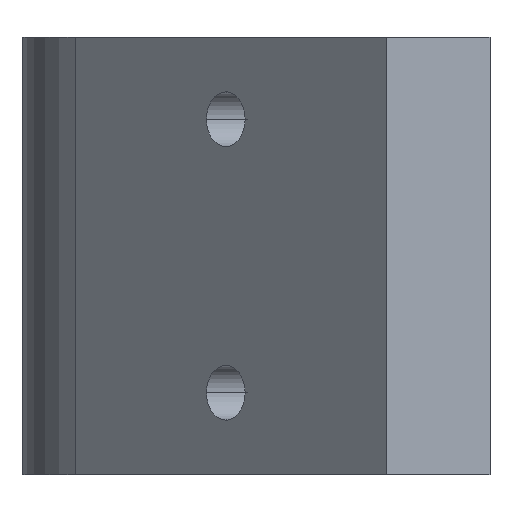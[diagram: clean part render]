
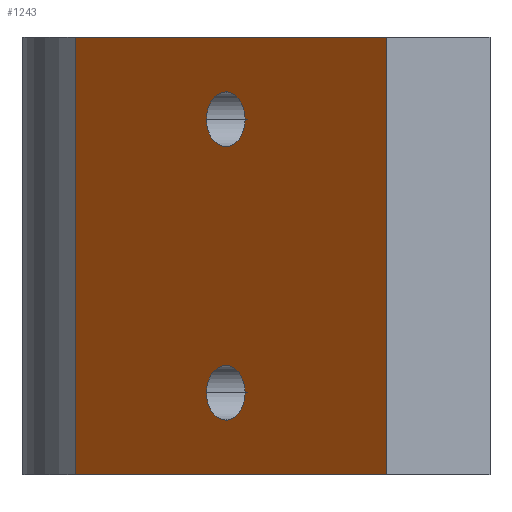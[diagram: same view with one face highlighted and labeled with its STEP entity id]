
A CAD part, left-side view. The second image highlights one B-rep face of the part: STEP entity #1243.
In plain terms, the highlighted planar face has unit normal (-0.707, 0.707, 0).
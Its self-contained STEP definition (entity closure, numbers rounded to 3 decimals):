
#14 = VECTOR ( 'NONE', #1410, 1000. ) ;
#117 = EDGE_CURVE ( 'NONE', #906, #1348, #427, .T. ) ;
#128 = EDGE_CURVE ( 'NONE', #329, #776, #1184, .T. ) ;
#143 = FACE_OUTER_BOUND ( 'NONE', #166, .T. ) ;
#159 = AXIS2_PLACEMENT_3D ( 'NONE', #1513, #873, #738 ) ;
#166 = EDGE_LOOP ( 'NONE', ( #538, #542, #221, #760 ) ) ;
#197 = ORIENTED_EDGE ( 'NONE', *, *, #1657, .F. ) ;
#208 = AXIS2_PLACEMENT_3D ( 'NONE', #460, #1234, #1502 ) ;
#209 = VECTOR ( 'NONE', #733, 1000. ) ;
#216 = LINE ( 'NONE', #585, #209 ) ;
#221 = ORIENTED_EDGE ( 'NONE', *, *, #439, .F. ) ;
#228 = DIRECTION ( 'NONE',  ( -0.707, 0.707, 0. ) ) ;
#236 = CARTESIAN_POINT ( 'NONE',  ( -5.657, 5.657, 24. ) ) ;
#305 = EDGE_CURVE ( 'NONE', #776, #329, #1049, .T. ) ;
#329 = VERTEX_POINT ( 'NONE', #1159 ) ;
#340 = VECTOR ( 'NONE', #1390, 1000. ) ;
#350 = CARTESIAN_POINT ( 'NONE',  ( -13.435, -2.121, 4.5 ) ) ;
#356 = EDGE_CURVE ( 'NONE', #1348, #1164, #487, .T. ) ;
#357 = CARTESIAN_POINT ( 'NONE',  ( -6.243, 5.071, 24. ) ) ;
#360 = PLANE ( 'NONE',  #1193 ) ;
#402 = CARTESIAN_POINT ( 'NONE',  ( -6.243, 5.071, 24. ) ) ;
#415 = VERTEX_POINT ( 'NONE', #350 ) ;
#427 = LINE ( 'NONE', #1178, #994 ) ;
#439 = EDGE_CURVE ( 'NONE', #906, #1655, #1659, .T. ) ;
#460 = CARTESIAN_POINT ( 'NONE',  ( -14.496, -3.182, 19.5 ) ) ;
#487 = LINE ( 'NONE', #357, #340 ) ;
#505 = DIRECTION ( 'NONE',  ( -0.707, -0.707, 0. ) ) ;
#538 = ORIENTED_EDGE ( 'NONE', *, *, #356, .T. ) ;
#542 = ORIENTED_EDGE ( 'NONE', *, *, #669, .F. ) ;
#566 = CIRCLE ( 'NONE', #1623, 1.5 ) ;
#567 = EDGE_LOOP ( 'NONE', ( #1384, #197 ) ) ;
#583 = AXIS2_PLACEMENT_3D ( 'NONE', #933, #813, #1075 ) ;
#585 = CARTESIAN_POINT ( 'NONE',  ( -5.657, 5.657, 0. ) ) ;
#620 = EDGE_LOOP ( 'NONE', ( #1290, #681 ) ) ;
#669 = EDGE_CURVE ( 'NONE', #1655, #1164, #216, .T. ) ;
#681 = ORIENTED_EDGE ( 'NONE', *, *, #128, .F. ) ;
#687 = CARTESIAN_POINT ( 'NONE',  ( -15.556, -4.243, 4.5 ) ) ;
#733 = DIRECTION ( 'NONE',  ( 0.707, 0.707, 0. ) ) ;
#738 = DIRECTION ( 'NONE',  ( -0.707, -0.707, 0. ) ) ;
#760 = ORIENTED_EDGE ( 'NONE', *, *, #117, .T. ) ;
#776 = VERTEX_POINT ( 'NONE', #1561 ) ;
#809 = CIRCLE ( 'NONE', #159, 1.5 ) ;
#813 = DIRECTION ( 'NONE',  ( -0.707, 0.707, 0. ) ) ;
#873 = DIRECTION ( 'NONE',  ( -0.707, 0.707, 0. ) ) ;
#891 = CARTESIAN_POINT ( 'NONE',  ( -14.496, -3.182, 4.5 ) ) ;
#906 = VERTEX_POINT ( 'NONE', #1468 ) ;
#933 = CARTESIAN_POINT ( 'NONE',  ( -14.496, -3.182, 19.5 ) ) ;
#987 = VERTEX_POINT ( 'NONE', #687 ) ;
#994 = VECTOR ( 'NONE', #1210, 1000. ) ;
#1049 = CIRCLE ( 'NONE', #208, 1.5 ) ;
#1058 = EDGE_CURVE ( 'NONE', #987, #415, #809, .T. ) ;
#1075 = DIRECTION ( 'NONE',  ( -0.707, -0.707, 0. ) ) ;
#1141 = CARTESIAN_POINT ( 'NONE',  ( -23.335, -12.021, 24. ) ) ;
#1159 = CARTESIAN_POINT ( 'NONE',  ( -13.435, -2.121, 19.5 ) ) ;
#1164 = VERTEX_POINT ( 'NONE', #1426 ) ;
#1178 = CARTESIAN_POINT ( 'NONE',  ( -5.657, 5.657, 24. ) ) ;
#1184 = CIRCLE ( 'NONE', #583, 1.5 ) ;
#1193 = AXIS2_PLACEMENT_3D ( 'NONE', #236, #1280, #1273 ) ;
#1210 = DIRECTION ( 'NONE',  ( 0.707, 0.707, 0. ) ) ;
#1234 = DIRECTION ( 'NONE',  ( -0.707, 0.707, 0. ) ) ;
#1243 = ADVANCED_FACE ( 'NONE', ( #1306, #1415, #143 ), #360, .T. ) ;
#1273 = DIRECTION ( 'NONE',  ( -0.707, -0.707, 0. ) ) ;
#1280 = DIRECTION ( 'NONE',  ( -0.707, 0.707, 0. ) ) ;
#1290 = ORIENTED_EDGE ( 'NONE', *, *, #305, .F. ) ;
#1306 = FACE_BOUND ( 'NONE', #567, .T. ) ;
#1348 = VERTEX_POINT ( 'NONE', #402 ) ;
#1384 = ORIENTED_EDGE ( 'NONE', *, *, #1058, .F. ) ;
#1390 = DIRECTION ( 'NONE',  ( 0., 0., -1. ) ) ;
#1410 = DIRECTION ( 'NONE',  ( 0., 0., -1. ) ) ;
#1415 = FACE_BOUND ( 'NONE', #620, .T. ) ;
#1426 = CARTESIAN_POINT ( 'NONE',  ( -6.243, 5.071, 0. ) ) ;
#1468 = CARTESIAN_POINT ( 'NONE',  ( -23.335, -12.021, 24. ) ) ;
#1502 = DIRECTION ( 'NONE',  ( -0.707, -0.707, 0. ) ) ;
#1513 = CARTESIAN_POINT ( 'NONE',  ( -14.496, -3.182, 4.5 ) ) ;
#1561 = CARTESIAN_POINT ( 'NONE',  ( -15.556, -4.243, 19.5 ) ) ;
#1623 = AXIS2_PLACEMENT_3D ( 'NONE', #891, #228, #505 ) ;
#1655 = VERTEX_POINT ( 'NONE', #1660 ) ;
#1657 = EDGE_CURVE ( 'NONE', #415, #987, #566, .T. ) ;
#1659 = LINE ( 'NONE', #1141, #14 ) ;
#1660 = CARTESIAN_POINT ( 'NONE',  ( -23.335, -12.021, 0. ) ) ;
